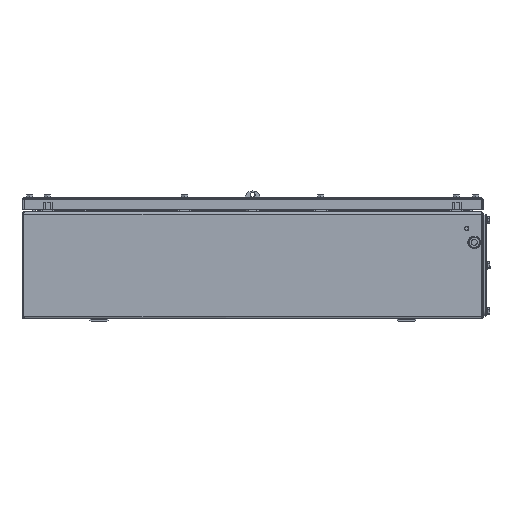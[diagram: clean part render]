
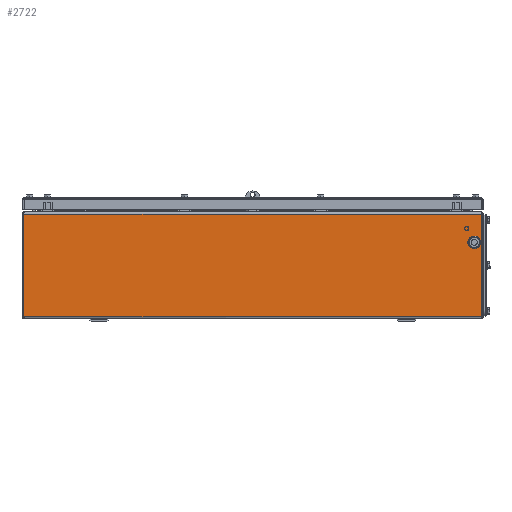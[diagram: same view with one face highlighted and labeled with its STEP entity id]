
A CAD part, left-side view. The second image highlights one B-rep face of the part: STEP entity #2722.
In plain terms, the highlighted planar face has unit normal (-1, 0, 0).
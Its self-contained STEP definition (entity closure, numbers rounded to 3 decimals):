
#2637=AXIS2_PLACEMENT_3D('Plane Axis2P3D',#2634,#2635,#2636) ;
#1919=CARTESIAN_POINT('Vertex',(25.5,14.,176.5)) ;
#1922=CARTESIAN_POINT('Line Origine',(25.5,14.,180.5)) ;
#1926=CARTESIAN_POINT('Vertex',(25.5,14.,7.5)) ;
#2634=CARTESIAN_POINT('Axis2P3D Location',(25.5,773.,180.5)) ;
#2639=CARTESIAN_POINT('Line Origine',(25.5,770.,92.)) ;
#2643=CARTESIAN_POINT('Vertex',(25.5,770.,176.5)) ;
#2645=CARTESIAN_POINT('Vertex',(25.5,770.,7.5)) ;
#2648=CARTESIAN_POINT('Line Origine',(25.5,392.,7.5)) ;
#2653=CARTESIAN_POINT('Line Origine',(25.5,392.,176.5)) ;
#2664=CARTESIAN_POINT('Line Origine',(25.5,31.15,130.)) ;
#2668=CARTESIAN_POINT('Vertex',(25.5,31.15,134.96)) ;
#2670=CARTESIAN_POINT('Vertex',(25.5,31.15,125.04)) ;
#2674=CARTESIAN_POINT('Control Point',(25.5,20.85,134.96)) ;
#2675=CARTESIAN_POINT('Control Point',(25.5,21.304,135.432)) ;
#2676=CARTESIAN_POINT('Control Point',(25.5,21.813,135.851)) ;
#2677=CARTESIAN_POINT('Control Point',(25.5,22.367,136.211)) ;
#2678=CARTESIAN_POINT('Control Point',(25.5,23.549,136.796)) ;
#2679=CARTESIAN_POINT('Control Point',(25.5,24.832,137.1)) ;
#2680=CARTESIAN_POINT('Control Point',(25.5,25.488,137.177)) ;
#2681=CARTESIAN_POINT('Control Point',(25.5,26.806,137.18)) ;
#2682=CARTESIAN_POINT('Control Point',(25.5,28.091,136.885)) ;
#2683=CARTESIAN_POINT('Control Point',(25.5,28.714,136.664)) ;
#2684=CARTESIAN_POINT('Control Point',(25.5,29.609,136.225)) ;
#2685=CARTESIAN_POINT('Control Point',(25.5,30.411,135.642)) ;
#2686=CARTESIAN_POINT('Control Point',(25.5,30.671,135.429)) ;
#2687=CARTESIAN_POINT('Control Point',(25.5,30.918,135.201)) ;
#2688=CARTESIAN_POINT('Control Point',(25.5,31.15,134.96)) ;
#2689=CARTESIAN_POINT('Vertex',(25.5,20.85,134.96)) ;
#2692=CARTESIAN_POINT('Line Origine',(25.5,20.85,130.)) ;
#2696=CARTESIAN_POINT('Vertex',(25.5,20.85,125.04)) ;
#2700=CARTESIAN_POINT('Control Point',(25.5,31.15,125.04)) ;
#2701=CARTESIAN_POINT('Control Point',(25.5,30.696,124.568)) ;
#2702=CARTESIAN_POINT('Control Point',(25.5,30.187,124.149)) ;
#2703=CARTESIAN_POINT('Control Point',(25.5,29.633,123.789)) ;
#2704=CARTESIAN_POINT('Control Point',(25.5,28.451,123.204)) ;
#2705=CARTESIAN_POINT('Control Point',(25.5,27.168,122.9)) ;
#2706=CARTESIAN_POINT('Control Point',(25.5,26.512,122.823)) ;
#2707=CARTESIAN_POINT('Control Point',(25.5,25.194,122.82)) ;
#2708=CARTESIAN_POINT('Control Point',(25.5,23.909,123.115)) ;
#2709=CARTESIAN_POINT('Control Point',(25.5,23.286,123.336)) ;
#2710=CARTESIAN_POINT('Control Point',(25.5,22.391,123.775)) ;
#2711=CARTESIAN_POINT('Control Point',(25.5,21.589,124.358)) ;
#2712=CARTESIAN_POINT('Control Point',(25.5,21.329,124.571)) ;
#2713=CARTESIAN_POINT('Control Point',(25.5,21.082,124.799)) ;
#2714=CARTESIAN_POINT('Control Point',(25.5,20.85,125.04)) ;
#1923=DIRECTION('Vector Direction',(0.,0.,-1.)) ;
#2635=DIRECTION('Axis2P3D Direction',(1.,0.,0.)) ;
#2636=DIRECTION('Axis2P3D XDirection',(0.,1.,0.)) ;
#2640=DIRECTION('Vector Direction',(0.,0.,-1.)) ;
#2649=DIRECTION('Vector Direction',(0.,-1.,0.)) ;
#2654=DIRECTION('Vector Direction',(0.,1.,0.)) ;
#2665=DIRECTION('Vector Direction',(0.,0.,-1.)) ;
#2693=DIRECTION('Vector Direction',(0.,0.,1.)) ;
#1924=VECTOR('Line Direction',#1923,1.) ;
#2641=VECTOR('Line Direction',#2640,1.) ;
#2650=VECTOR('Line Direction',#2649,1.) ;
#2655=VECTOR('Line Direction',#2654,1.) ;
#2666=VECTOR('Line Direction',#2665,1.) ;
#2694=VECTOR('Line Direction',#2693,1.) ;
#2659=ORIENTED_EDGE('',*,*,#2647,.T.) ;
#2660=ORIENTED_EDGE('',*,*,#2652,.T.) ;
#2661=ORIENTED_EDGE('',*,*,#1928,.T.) ;
#2662=ORIENTED_EDGE('',*,*,#2657,.T.) ;
#2717=ORIENTED_EDGE('',*,*,#2672,.F.) ;
#2718=ORIENTED_EDGE('',*,*,#2691,.F.) ;
#2719=ORIENTED_EDGE('',*,*,#2698,.F.) ;
#2720=ORIENTED_EDGE('',*,*,#2715,.F.) ;
#2721=FACE_BOUND('',#2716,.T.) ;
#2722=ADVANCED_FACE('Body',(#2663,#2721),#2638,.F.) ;
#2673=B_SPLINE_CURVE_WITH_KNOTS('',5,(#2674,#2675,#2676,#2677,#2678,#2679,#2680,#2681,#2682,#2683,#2684,#2685,#2686,#2687,#2688),.UNSPECIFIED.,.F.,.U.,(6,3,3,3,6),(0.,4.64,9.281,13.921,16.295),.UNSPECIFIED.) ;
#2699=B_SPLINE_CURVE_WITH_KNOTS('',5,(#2700,#2701,#2702,#2703,#2704,#2705,#2706,#2707,#2708,#2709,#2710,#2711,#2712,#2713,#2714),.UNSPECIFIED.,.F.,.U.,(6,3,3,3,6),(0.,4.64,9.281,13.921,16.295),.UNSPECIFIED.) ;
#1928=EDGE_CURVE('',#1927,#1920,#1925,.F.) ;
#2647=EDGE_CURVE('',#2644,#2646,#2642,.T.) ;
#2652=EDGE_CURVE('',#2646,#1927,#2651,.T.) ;
#2657=EDGE_CURVE('',#1920,#2644,#2656,.T.) ;
#2672=EDGE_CURVE('',#2669,#2671,#2667,.T.) ;
#2691=EDGE_CURVE('',#2690,#2669,#2673,.T.) ;
#2698=EDGE_CURVE('',#2697,#2690,#2695,.T.) ;
#2715=EDGE_CURVE('',#2671,#2697,#2699,.T.) ;
#2658=EDGE_LOOP('',(#2659,#2660,#2661,#2662)) ;
#2716=EDGE_LOOP('',(#2717,#2718,#2719,#2720)) ;
#2663=FACE_OUTER_BOUND('',#2658,.T.) ;
#1925=LINE('Line',#1922,#1924) ;
#2642=LINE('Line',#2639,#2641) ;
#2651=LINE('Line',#2648,#2650) ;
#2656=LINE('Line',#2653,#2655) ;
#2667=LINE('Line',#2664,#2666) ;
#2695=LINE('Line',#2692,#2694) ;
#2638=PLANE('',#2637) ;
#1920=VERTEX_POINT('',#1919) ;
#1927=VERTEX_POINT('',#1926) ;
#2644=VERTEX_POINT('',#2643) ;
#2646=VERTEX_POINT('',#2645) ;
#2669=VERTEX_POINT('',#2668) ;
#2671=VERTEX_POINT('',#2670) ;
#2690=VERTEX_POINT('',#2689) ;
#2697=VERTEX_POINT('',#2696) ;
